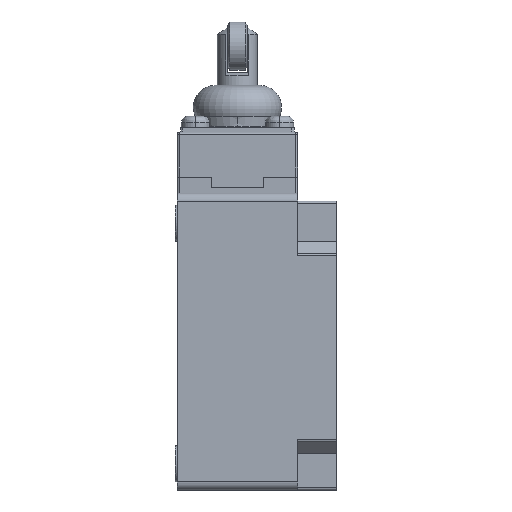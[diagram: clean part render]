
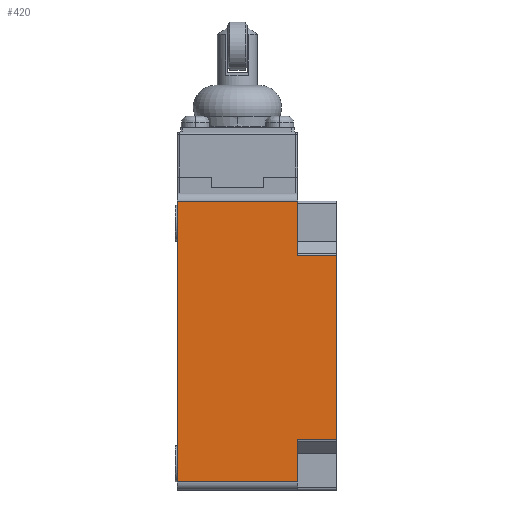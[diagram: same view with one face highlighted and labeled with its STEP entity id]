
A CAD part, left-side view. The second image highlights one B-rep face of the part: STEP entity #420.
In plain terms, the highlighted planar face has unit normal (-1, 0, 0).
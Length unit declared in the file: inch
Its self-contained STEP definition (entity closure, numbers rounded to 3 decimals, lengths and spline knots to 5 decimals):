
#211 = VERTEX_POINT ( 'NONE', #4289 ) ;
#217 = LINE ( 'NONE', #5742, #4643 ) ;
#249 = DIRECTION ( 'NONE',  ( -1., 0., 0. ) ) ;
#294 = VECTOR ( 'NONE', #9138, 39.37008 ) ;
#420 = ADVANCED_FACE ( 'NONE', ( #3598 ), #3060, .T. ) ;
#451 = EDGE_CURVE ( 'NONE', #6435, #2061, #3737, .T. ) ;
#716 = DIRECTION ( 'NONE',  ( 0., 0., -1. ) ) ;
#733 = DIRECTION ( 'NONE',  ( 0., 0., 1. ) ) ;
#890 = LINE ( 'NONE', #6879, #2365 ) ;
#1143 = VECTOR ( 'NONE', #7811, 39.37008 ) ;
#1151 = CARTESIAN_POINT ( 'NONE',  ( -0.80709, -0.01969, -0.31496 ) ) ;
#1198 = LINE ( 'NONE', #1151, #294 ) ;
#1389 = EDGE_CURVE ( 'NONE', #8699, #4450, #8103, .T. ) ;
#1447 = ORIENTED_EDGE ( 'NONE', *, *, #7576, .T. ) ;
#1501 = CARTESIAN_POINT ( 'NONE',  ( -0.80709, -1.20079, 0.21654 ) ) ;
#1670 = AXIS2_PLACEMENT_3D ( 'NONE', #9002, #249, #6062 ) ;
#1828 = CARTESIAN_POINT ( 'NONE',  ( -0.80709, -0.01969, -2.53937 ) ) ;
#1859 = ORIENTED_EDGE ( 'NONE', *, *, #451, .T. ) ;
#2057 = DIRECTION ( 'NONE',  ( 0., 0., 1. ) ) ;
#2061 = VERTEX_POINT ( 'NONE', #4611 ) ;
#2365 = VECTOR ( 'NONE', #3854, 39.37008 ) ;
#2749 = CARTESIAN_POINT ( 'NONE',  ( -0.80709, -0.01969, -2.53937 ) ) ;
#2827 = ORIENTED_EDGE ( 'NONE', *, *, #1389, .T. ) ;
#2838 = VECTOR ( 'NONE', #716, 39.37008 ) ;
#2844 = ORIENTED_EDGE ( 'NONE', *, *, #5314, .T. ) ;
#3060 = PLANE ( 'NONE',  #1670 ) ;
#3193 = VERTEX_POINT ( 'NONE', #4466 ) ;
#3255 = ORIENTED_EDGE ( 'NONE', *, *, #5804, .T. ) ;
#3588 = CARTESIAN_POINT ( 'NONE',  ( -0.80709, -0.01969, 0.37402 ) ) ;
#3598 = FACE_OUTER_BOUND ( 'NONE', #8422, .T. ) ;
#3737 = LINE ( 'NONE', #8976, #4429 ) ;
#3854 = DIRECTION ( 'NONE',  ( 0., 1., 0. ) ) ;
#3960 = CARTESIAN_POINT ( 'NONE',  ( -0.80709, -1.20079, -2.53937 ) ) ;
#4225 = LINE ( 'NONE', #7818, #5020 ) ;
#4289 = CARTESIAN_POINT ( 'NONE',  ( -0.80709, -1.58465, -0.31496 ) ) ;
#4429 = VECTOR ( 'NONE', #5280, 39.37008 ) ;
#4450 = VERTEX_POINT ( 'NONE', #1828 ) ;
#4466 = CARTESIAN_POINT ( 'NONE',  ( -0.80709, -1.20079, -0.31496 ) ) ;
#4611 = CARTESIAN_POINT ( 'NONE',  ( -0.80709, -1.58465, -2.12598 ) ) ;
#4643 = VECTOR ( 'NONE', #733, 39.37008 ) ;
#4776 = LINE ( 'NONE', #2749, #1143 ) ;
#4891 = ORIENTED_EDGE ( 'NONE', *, *, #6885, .F. ) ;
#4917 = VERTEX_POINT ( 'NONE', #1501 ) ;
#5020 = VECTOR ( 'NONE', #2057, 39.37008 ) ;
#5105 = EDGE_CURVE ( 'NONE', #211, #3193, #1198, .T. ) ;
#5139 = VERTEX_POINT ( 'NONE', #3960 ) ;
#5280 = DIRECTION ( 'NONE',  ( 0., -1., 0. ) ) ;
#5301 = VECTOR ( 'NONE', #5638, 39.37008 ) ;
#5314 = EDGE_CURVE ( 'NONE', #2061, #211, #6908, .T. ) ;
#5638 = DIRECTION ( 'NONE',  ( 0., 0., 1. ) ) ;
#5742 = CARTESIAN_POINT ( 'NONE',  ( -0.80709, -1.20079, -2.61811 ) ) ;
#5804 = EDGE_CURVE ( 'NONE', #3193, #4917, #4225, .T. ) ;
#6062 = DIRECTION ( 'NONE',  ( 0., 0., 1. ) ) ;
#6435 = VERTEX_POINT ( 'NONE', #7122 ) ;
#6879 = CARTESIAN_POINT ( 'NONE',  ( -0.80709, -0.01969, 0.21654 ) ) ;
#6885 = EDGE_CURVE ( 'NONE', #5139, #4450, #4776, .T. ) ;
#6908 = LINE ( 'NONE', #7885, #5301 ) ;
#7122 = CARTESIAN_POINT ( 'NONE',  ( -0.80709, -1.20079, -2.12598 ) ) ;
#7264 = EDGE_CURVE ( 'NONE', #4917, #8699, #890, .T. ) ;
#7576 = EDGE_CURVE ( 'NONE', #5139, #6435, #217, .T. ) ;
#7811 = DIRECTION ( 'NONE',  ( 0., 1., 0. ) ) ;
#7818 = CARTESIAN_POINT ( 'NONE',  ( -0.80709, -1.20079, -2.61811 ) ) ;
#7885 = CARTESIAN_POINT ( 'NONE',  ( -0.80709, -1.58465, -2.61811 ) ) ;
#7954 = ORIENTED_EDGE ( 'NONE', *, *, #5105, .T. ) ;
#8103 = LINE ( 'NONE', #3588, #2838 ) ;
#8185 = ORIENTED_EDGE ( 'NONE', *, *, #7264, .T. ) ;
#8422 = EDGE_LOOP ( 'NONE', ( #2827, #4891, #1447, #1859, #2844, #7954, #3255, #8185 ) ) ;
#8699 = VERTEX_POINT ( 'NONE', #9440 ) ;
#8976 = CARTESIAN_POINT ( 'NONE',  ( -0.80709, -0.01969, -2.12598 ) ) ;
#9002 = CARTESIAN_POINT ( 'NONE',  ( -0.80709, -0.01969, -2.61811 ) ) ;
#9138 = DIRECTION ( 'NONE',  ( 0., 1., 0. ) ) ;
#9440 = CARTESIAN_POINT ( 'NONE',  ( -0.80709, -0.01969, 0.21654 ) ) ;
